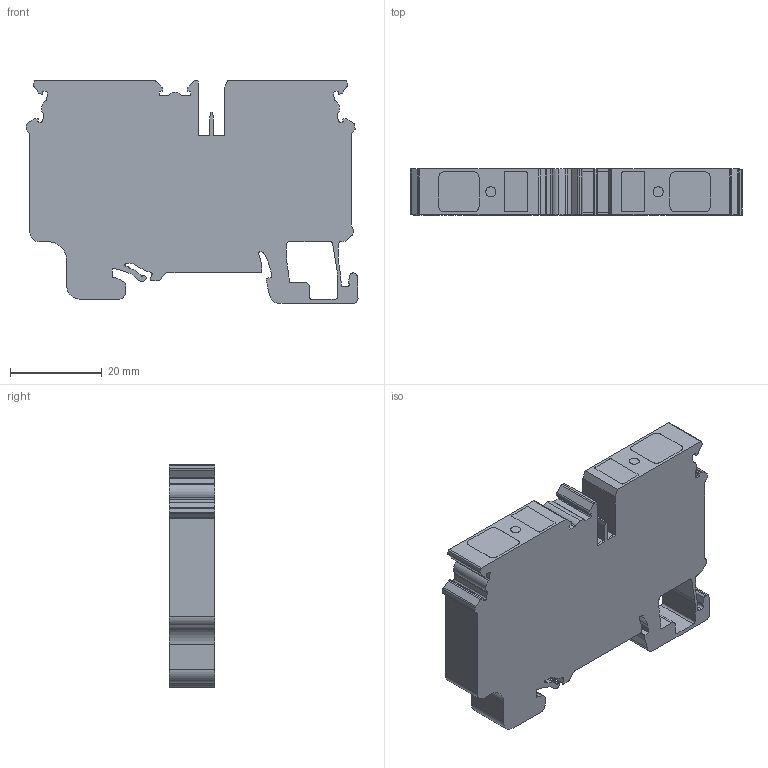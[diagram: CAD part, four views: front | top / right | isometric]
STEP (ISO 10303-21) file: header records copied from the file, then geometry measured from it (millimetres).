
FILE_DESCRIPTION (( 'STEP AP214' ), '1' );
FILE_NAME ('CX10BU.STEP', '2024-11-20T07:36:50', ( '' ), ( '' ), 'SwSTEP 2.0', 'SolidWorks 2022', '' );
FILE_SCHEMA (( 'AUTOMOTIVE_DESIGN' ));
Length unit declared in the file: millimetre
Products named in the file (1): CX10BU
Bounding box: 72.35 x 10 x 48.5 mm (x, y, z)
Volume: 28007.2 mm3; surface area: 9479.3 mm2
Topology: 1 solids, 2 shells, 277 faces, 802 edges, 535 vertices
Faces by surface type: plane 147, cylinder 130
Entity records: 9307 total; most frequent: CARTESIAN_POINT 1622, DIRECTION 1615, ORIENTED_EDGE 1604, EDGE_CURVE 802, LINE 539, VECTOR 539, AXIS2_PLACEMENT_3D 538, VERTEX_POINT 535
